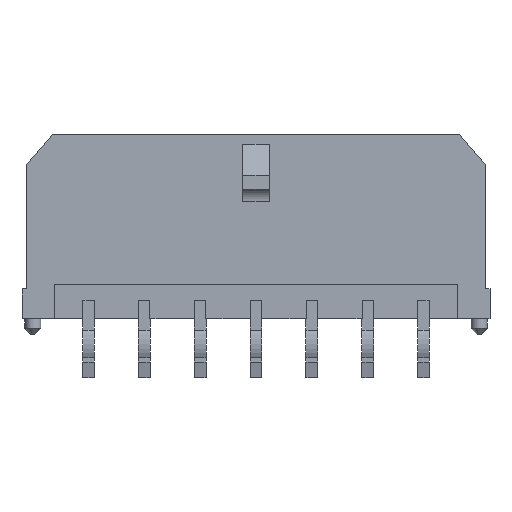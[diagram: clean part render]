
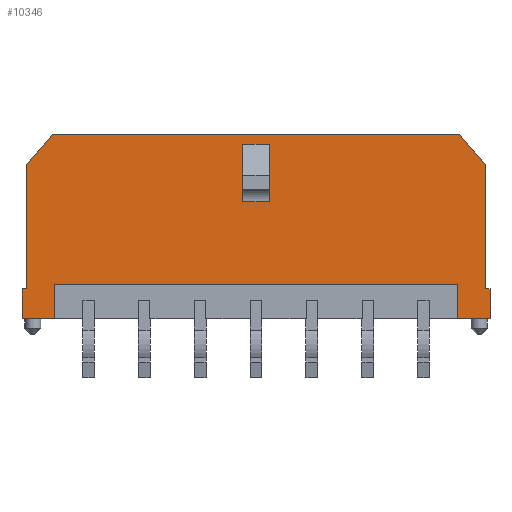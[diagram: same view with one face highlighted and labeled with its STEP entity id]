
A CAD part, front view. The second image highlights one B-rep face of the part: STEP entity #10346.
In plain terms, the highlighted planar face has unit normal (0, -1, 0).
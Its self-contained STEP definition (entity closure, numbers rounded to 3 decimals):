
#56 = VERTEX_POINT('',#57);
#57 = CARTESIAN_POINT('',(21.325,-4.9,1.595));
#63 = EDGE_CURVE('',#56,#64,#66,.T.);
#64 = VERTEX_POINT('',#65);
#65 = CARTESIAN_POINT('',(21.325,-4.9,8.255));
#66 = LINE('',#67,#68);
#67 = CARTESIAN_POINT('',(21.325,-4.9,1.595));
#68 = VECTOR('',#69,1.);
#69 = DIRECTION('',(0.,0.,1.));
#365 = VERTEX_POINT('',#366);
#366 = CARTESIAN_POINT('',(-1.925,-4.9,9.905));
#372 = EDGE_CURVE('',#373,#365,#375,.T.);
#373 = VERTEX_POINT('',#374);
#374 = CARTESIAN_POINT('',(-3.325,-4.9,8.255));
#375 = LINE('',#376,#377);
#376 = CARTESIAN_POINT('',(-3.325,-4.9,8.255));
#377 = VECTOR('',#378,1.);
#378 = DIRECTION('',(0.647,0.,0.763)
  );
#614 = EDGE_CURVE('',#615,#373,#617,.T.);
#615 = VERTEX_POINT('',#616);
#616 = CARTESIAN_POINT('',(-3.325,-4.9,1.595));
#617 = LINE('',#618,#619);
#618 = CARTESIAN_POINT('',(-3.325,-4.9,1.595));
#619 = VECTOR('',#620,1.);
#620 = DIRECTION('',(0.,0.,1.));
#884 = VERTEX_POINT('',#885);
#885 = CARTESIAN_POINT('',(19.925,-4.9,9.905));
#891 = EDGE_CURVE('',#884,#365,#892,.T.);
#892 = LINE('',#893,#894);
#893 = CARTESIAN_POINT('',(19.925,-4.9,9.905));
#894 = VECTOR('',#895,1.);
#895 = DIRECTION('',(-1.,0.,0.));
#5483 = VERTEX_POINT('',#5484);
#5484 = CARTESIAN_POINT('',(-3.575,-4.9,-0.005));
#5490 = EDGE_CURVE('',#5483,#5491,#5493,.T.);
#5491 = VERTEX_POINT('',#5492);
#5492 = CARTESIAN_POINT('',(-1.805,-4.9,-0.005));
#5493 = LINE('',#5494,#5495);
#5494 = CARTESIAN_POINT('',(-3.575,-4.9,-0.005));
#5495 = VECTOR('',#5496,1.);
#5496 = DIRECTION('',(1.,0.,0.));
#5846 = VERTEX_POINT('',#5847);
#5847 = CARTESIAN_POINT('',(19.805,-4.9,-0.005));
#5853 = EDGE_CURVE('',#5846,#5854,#5856,.T.);
#5854 = VERTEX_POINT('',#5855);
#5855 = CARTESIAN_POINT('',(21.575,-4.9,-0.005));
#5856 = LINE('',#5857,#5858);
#5857 = CARTESIAN_POINT('',(19.805,-4.9,-0.005));
#5858 = VECTOR('',#5859,1.);
#5859 = DIRECTION('',(1.,0.,0.));
#10262 = EDGE_CURVE('',#615,#10263,#10265,.T.);
#10263 = VERTEX_POINT('',#10264);
#10264 = CARTESIAN_POINT('',(-3.575,-4.9,1.595));
#10265 = LINE('',#10266,#10267);
#10266 = CARTESIAN_POINT('',(-3.325,-4.9,1.595));
#10267 = VECTOR('',#10268,1.);
#10268 = DIRECTION('',(-1.,0.,0.));
#10309 = VERTEX_POINT('',#10310);
#10310 = CARTESIAN_POINT('',(21.575,-4.9,1.595));
#10316 = EDGE_CURVE('',#56,#10309,#10317,.T.);
#10317 = LINE('',#10318,#10319);
#10318 = CARTESIAN_POINT('',(21.325,-4.9,1.595));
#10319 = VECTOR('',#10320,1.);
#10320 = DIRECTION('',(1.,0.,0.));
#10346 = ADVANCED_FACE('',(#10347,#10397),#10431,.T.);
#10347 = FACE_BOUND('',#10348,.F.);
#10348 = EDGE_LOOP('',(#10349,#10357,#10365,#10371,#10372,#10378,#10379,
    #10380,#10381,#10382,#10388,#10389,#10390,#10396));
#10349 = ORIENTED_EDGE('',*,*,#10350,.T.);
#10350 = EDGE_CURVE('',#5846,#10351,#10353,.T.);
#10351 = VERTEX_POINT('',#10352);
#10352 = CARTESIAN_POINT('',(19.805,-4.9,1.845));
#10353 = LINE('',#10354,#10355);
#10354 = CARTESIAN_POINT('',(19.805,-4.9,-0.005));
#10355 = VECTOR('',#10356,1.);
#10356 = DIRECTION('',(0.,0.,1.));
#10357 = ORIENTED_EDGE('',*,*,#10358,.T.);
#10358 = EDGE_CURVE('',#10351,#10359,#10361,.T.);
#10359 = VERTEX_POINT('',#10360);
#10360 = CARTESIAN_POINT('',(-1.805,-4.9,1.845));
#10361 = LINE('',#10362,#10363);
#10362 = CARTESIAN_POINT('',(19.805,-4.9,1.845));
#10363 = VECTOR('',#10364,1.);
#10364 = DIRECTION('',(-1.,0.,0.));
#10365 = ORIENTED_EDGE('',*,*,#10366,.F.);
#10366 = EDGE_CURVE('',#5491,#10359,#10367,.T.);
#10367 = LINE('',#10368,#10369);
#10368 = CARTESIAN_POINT('',(-1.805,-4.9,-0.005));
#10369 = VECTOR('',#10370,1.);
#10370 = DIRECTION('',(0.,0.,1.));
#10371 = ORIENTED_EDGE('',*,*,#5490,.F.);
#10372 = ORIENTED_EDGE('',*,*,#10373,.T.);
#10373 = EDGE_CURVE('',#5483,#10263,#10374,.T.);
#10374 = LINE('',#10375,#10376);
#10375 = CARTESIAN_POINT('',(-3.575,-4.9,-0.005));
#10376 = VECTOR('',#10377,1.);
#10377 = DIRECTION('',(0.,0.,1.));
#10378 = ORIENTED_EDGE('',*,*,#10262,.F.);
#10379 = ORIENTED_EDGE('',*,*,#614,.T.);
#10380 = ORIENTED_EDGE('',*,*,#372,.T.);
#10381 = ORIENTED_EDGE('',*,*,#891,.F.);
#10382 = ORIENTED_EDGE('',*,*,#10383,.T.);
#10383 = EDGE_CURVE('',#884,#64,#10384,.T.);
#10384 = LINE('',#10385,#10386);
#10385 = CARTESIAN_POINT('',(19.925,-4.9,9.905));
#10386 = VECTOR('',#10387,1.);
#10387 = DIRECTION('',(0.647,0.,
    -0.763));
#10388 = ORIENTED_EDGE('',*,*,#63,.F.);
#10389 = ORIENTED_EDGE('',*,*,#10316,.T.);
#10390 = ORIENTED_EDGE('',*,*,#10391,.T.);
#10391 = EDGE_CURVE('',#10309,#5854,#10392,.T.);
#10392 = LINE('',#10393,#10394);
#10393 = CARTESIAN_POINT('',(21.575,-4.9,1.595));
#10394 = VECTOR('',#10395,1.);
#10395 = DIRECTION('',(0.,0.,-1.));
#10396 = ORIENTED_EDGE('',*,*,#5853,.F.);
#10397 = FACE_BOUND('',#10398,.F.);
#10398 = EDGE_LOOP('',(#10399,#10409,#10417,#10425));
#10399 = ORIENTED_EDGE('',*,*,#10400,.F.);
#10400 = EDGE_CURVE('',#10401,#10403,#10405,.T.);
#10401 = VERTEX_POINT('',#10402);
#10402 = CARTESIAN_POINT('',(9.7,-4.9,9.365));
#10403 = VERTEX_POINT('',#10404);
#10404 = CARTESIAN_POINT('',(9.7,-4.9,6.279));
#10405 = LINE('',#10406,#10407);
#10406 = CARTESIAN_POINT('',(9.7,-4.9,9.365));
#10407 = VECTOR('',#10408,1.);
#10408 = DIRECTION('',(0.,0.,-1.));
#10409 = ORIENTED_EDGE('',*,*,#10410,.T.);
#10410 = EDGE_CURVE('',#10401,#10411,#10413,.T.);
#10411 = VERTEX_POINT('',#10412);
#10412 = CARTESIAN_POINT('',(8.3,-4.9,9.365));
#10413 = LINE('',#10414,#10415);
#10414 = CARTESIAN_POINT('',(9.7,-4.9,9.365));
#10415 = VECTOR('',#10416,1.);
#10416 = DIRECTION('',(-1.,0.,0.));
#10417 = ORIENTED_EDGE('',*,*,#10418,.T.);
#10418 = EDGE_CURVE('',#10411,#10419,#10421,.T.);
#10419 = VERTEX_POINT('',#10420);
#10420 = CARTESIAN_POINT('',(8.3,-4.9,6.279));
#10421 = LINE('',#10422,#10423);
#10422 = CARTESIAN_POINT('',(8.3,-4.9,9.365));
#10423 = VECTOR('',#10424,1.);
#10424 = DIRECTION('',(0.,0.,-1.));
#10425 = ORIENTED_EDGE('',*,*,#10426,.F.);
#10426 = EDGE_CURVE('',#10403,#10419,#10427,.T.);
#10427 = LINE('',#10428,#10429);
#10428 = CARTESIAN_POINT('',(9.7,-4.9,6.279));
#10429 = VECTOR('',#10430,1.);
#10430 = DIRECTION('',(-1.,0.,0.));
#10431 = PLANE('',#10432);
#10432 = AXIS2_PLACEMENT_3D('',#10433,#10434,#10435);
#10433 = CARTESIAN_POINT('',(21.325,-4.9,-0.005));
#10434 = DIRECTION('',(0.,-1.,0.));
#10435 = DIRECTION('',(0.,0.,1.));
